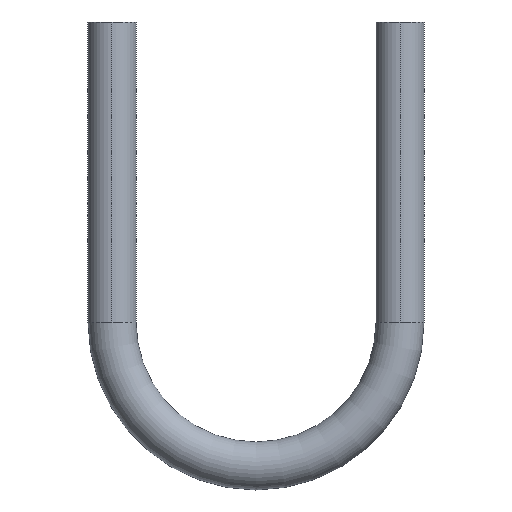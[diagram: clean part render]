
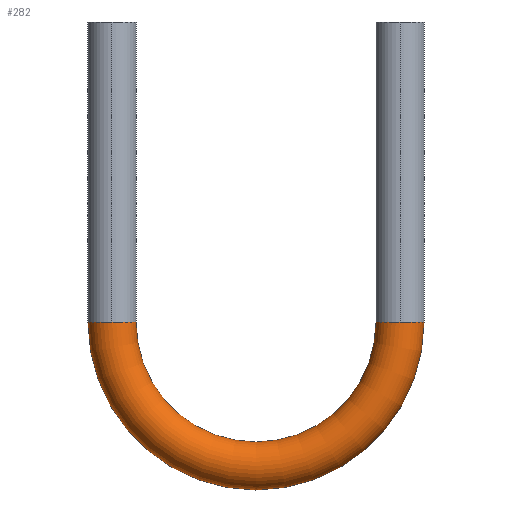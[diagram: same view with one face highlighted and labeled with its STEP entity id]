
A CAD part, left-side view. The second image highlights one B-rep face of the part: STEP entity #282.
In plain terms, the highlighted toroidal (fillet/blend) face has major radius 24 mm and minor radius 4 mm.
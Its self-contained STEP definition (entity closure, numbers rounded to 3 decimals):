
#4 = ORIENTED_EDGE ( 'NONE', *, *, #263, .T. ) ;
#11 = VERTEX_POINT ( 'NONE', #176 ) ;
#13 = AXIS2_PLACEMENT_3D ( 'NONE', #459, #377, #167 ) ;
#27 = ORIENTED_EDGE ( 'NONE', *, *, #389, .F. ) ;
#51 = EDGE_LOOP ( 'NONE', ( #27, #295, #298, #4, #192, #184 ) ) ;
#56 = CIRCLE ( 'NONE', #481, 4. ) ;
#67 = FACE_OUTER_BOUND ( 'NONE', #51, .T. ) ;
#70 = DIRECTION ( 'NONE',  ( -1., 0., 0. ) ) ;
#81 = EDGE_CURVE ( 'NONE', #266, #11, #56, .T. ) ;
#125 = EDGE_CURVE ( 'NONE', #142, #266, #343, .T. ) ;
#135 = DIRECTION ( 'NONE',  ( 1., 0., 0. ) ) ;
#142 = VERTEX_POINT ( 'NONE', #469 ) ;
#156 = AXIS2_PLACEMENT_3D ( 'NONE', #357, #476, #223 ) ;
#164 = EDGE_CURVE ( 'NONE', #239, #465, #445, .T. ) ;
#167 = DIRECTION ( 'NONE',  ( 0., 0., 1. ) ) ;
#176 = CARTESIAN_POINT ( 'NONE',  ( -4., -48., -50. ) ) ;
#184 = ORIENTED_EDGE ( 'NONE', *, *, #164, .F. ) ;
#192 = ORIENTED_EDGE ( 'NONE', *, *, #325, .F. ) ;
#223 = DIRECTION ( 'NONE',  ( 1., 0., 0. ) ) ;
#239 = VERTEX_POINT ( 'NONE', #318 ) ;
#248 = AXIS2_PLACEMENT_3D ( 'NONE', #438, #70, #275 ) ;
#257 = DIRECTION ( 'NONE',  ( 0., 0., 1. ) ) ;
#263 = EDGE_CURVE ( 'NONE', #11, #322, #397, .T. ) ;
#266 = VERTEX_POINT ( 'NONE', #484 ) ;
#268 = CARTESIAN_POINT ( 'NONE',  ( 0., 0., -50. ) ) ;
#269 = AXIS2_PLACEMENT_3D ( 'NONE', #268, #394, #387 ) ;
#275 = DIRECTION ( 'NONE',  ( 0., 0., 1. ) ) ;
#282 = ADVANCED_FACE ( 'NONE', ( #67 ), #470, .T. ) ;
#295 = ORIENTED_EDGE ( 'NONE', *, *, #125, .T. ) ;
#297 = CARTESIAN_POINT ( 'NONE',  ( 0., -48., -50. ) ) ;
#298 = ORIENTED_EDGE ( 'NONE', *, *, #81, .T. ) ;
#310 = DIRECTION ( 'NONE',  ( 0., 0., 1. ) ) ;
#318 = CARTESIAN_POINT ( 'NONE',  ( -4., 0., -50. ) ) ;
#322 = VERTEX_POINT ( 'NONE', #515 ) ;
#325 = EDGE_CURVE ( 'NONE', #465, #322, #338, .T. ) ;
#338 = CIRCLE ( 'NONE', #248, 20. ) ;
#343 = CIRCLE ( 'NONE', #13, 28. ) ;
#346 = DIRECTION ( 'NONE',  ( 0., 0., -1. ) ) ;
#357 = CARTESIAN_POINT ( 'NONE',  ( 0., -48., -50. ) ) ;
#362 = CIRCLE ( 'NONE', #269, 4. ) ;
#377 = DIRECTION ( 'NONE',  ( -1., 0., 0. ) ) ;
#387 = DIRECTION ( 'NONE',  ( 1., 0., 0. ) ) ;
#388 = DIRECTION ( 'NONE',  ( -1., 0., 0. ) ) ;
#389 = EDGE_CURVE ( 'NONE', #142, #239, #362, .T. ) ;
#394 = DIRECTION ( 'NONE',  ( 0., 0., 1. ) ) ;
#397 = CIRCLE ( 'NONE', #156, 4. ) ;
#411 = AXIS2_PLACEMENT_3D ( 'NONE', #473, #257, #135 ) ;
#413 = CARTESIAN_POINT ( 'NONE',  ( 0., -4., -50. ) ) ;
#438 = CARTESIAN_POINT ( 'NONE',  ( 0., -24., -50. ) ) ;
#445 = CIRCLE ( 'NONE', #411, 4. ) ;
#459 = CARTESIAN_POINT ( 'NONE',  ( 0., -24., -50. ) ) ;
#464 = DIRECTION ( 'NONE',  ( 1., 0., 0. ) ) ;
#465 = VERTEX_POINT ( 'NONE', #413 ) ;
#469 = CARTESIAN_POINT ( 'NONE',  ( 0., 4., -50. ) ) ;
#470 = TOROIDAL_SURFACE ( 'NONE', #506, 24., 4. ) ;
#473 = CARTESIAN_POINT ( 'NONE',  ( 0., 0., -50. ) ) ;
#476 = DIRECTION ( 'NONE',  ( 0., 0., -1. ) ) ;
#481 = AXIS2_PLACEMENT_3D ( 'NONE', #297, #346, #464 ) ;
#484 = CARTESIAN_POINT ( 'NONE',  ( 0., -52., -50. ) ) ;
#506 = AXIS2_PLACEMENT_3D ( 'NONE', #522, #388, #310 ) ;
#515 = CARTESIAN_POINT ( 'NONE',  ( 0., -44., -50. ) ) ;
#522 = CARTESIAN_POINT ( 'NONE',  ( 0., -24., -50. ) ) ;
